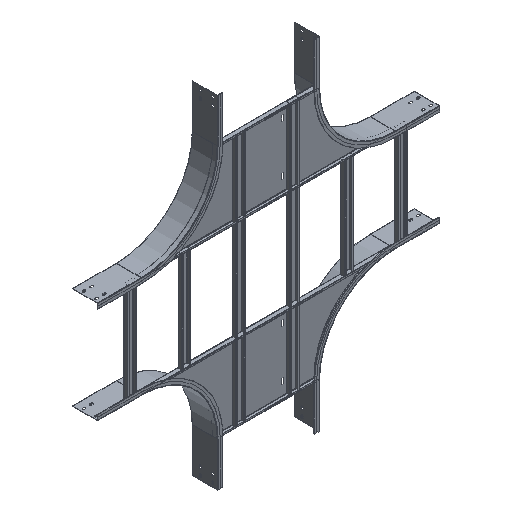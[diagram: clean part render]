
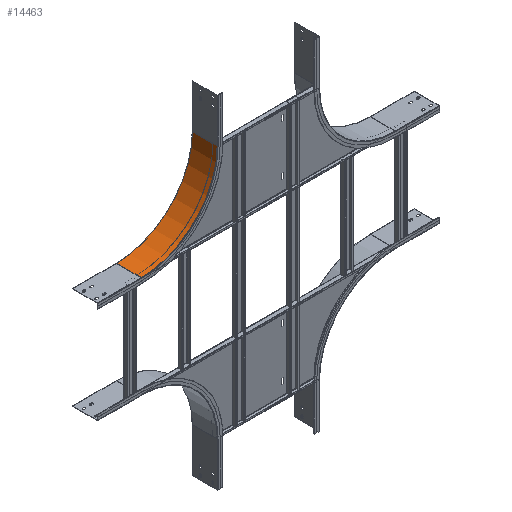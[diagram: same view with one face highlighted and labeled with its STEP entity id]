
A CAD part, isometric view. The second image highlights one B-rep face of the part: STEP entity #14463.
In plain terms, the highlighted cylindrical face has radius 298.8 mm (diameter 597.6 mm), a partial arc.
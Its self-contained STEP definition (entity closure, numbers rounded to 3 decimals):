
#239 = AXIS2_PLACEMENT_3D ( 'NONE', #4545, #4542, #4538 ) ;
#594 = CARTESIAN_POINT ( 'NONE',  ( -500., 64.26, 399. ) ) ;
#595 = DIRECTION ( 'NONE',  ( 0., 1., 0. ) ) ;
#671 = CARTESIAN_POINT ( 'NONE',  ( -500., -18., 697.8 ) ) ;
#672 = DIRECTION ( 'NONE',  ( 0., 1., 0. ) ) ;
#673 = DIRECTION ( 'NONE',  ( 0., 0., -1. ) ) ;
#1001 = CARTESIAN_POINT ( 'NONE',  ( -201.2, -18., 697.8 ) ) ;
#1002 = DIRECTION ( 'NONE',  ( 0., -1., 0. ) ) ;
#1336 = CARTESIAN_POINT ( 'NONE',  ( -500., 80.201, 697.8 ) ) ;
#1337 = DIRECTION ( 'NONE',  ( 0., 1., 0. ) ) ;
#1338 = DIRECTION ( 'NONE',  ( 0., 0., -1. ) ) ;
#2591 = VERTEX_POINT ( 'NONE', #7649 ) ;
#2639 = VERTEX_POINT ( 'NONE', #7697 ) ;
#3739 = FACE_OUTER_BOUND ( 'NONE', #14872, .T. ) ;
#3741 = CYLINDRICAL_SURFACE ( 'NONE', #239, 298.8 ) ;
#4538 = DIRECTION ( 'NONE',  ( 0., 0., -1. ) ) ;
#4542 = DIRECTION ( 'NONE',  ( 0., 1., 0. ) ) ;
#4545 = CARTESIAN_POINT ( 'NONE',  ( -500., -19.8, 697.8 ) ) ;
#5075 = AXIS2_PLACEMENT_3D ( 'NONE', #671, #672, #673 ) ;
#5138 = AXIS2_PLACEMENT_3D ( 'NONE', #1336, #1337, #1338 ) ;
#7596 = ORIENTED_EDGE ( 'NONE', *, *, #8715, .F. ) ;
#7597 = ORIENTED_EDGE ( 'NONE', *, *, #8637, .T. ) ;
#7598 = ORIENTED_EDGE ( 'NONE', *, *, #10028, .F. ) ;
#7599 = ORIENTED_EDGE ( 'NONE', *, *, #8766, .F. ) ;
#7649 = CARTESIAN_POINT ( 'NONE',  ( -500., 80.201, 399. ) ) ;
#7697 = CARTESIAN_POINT ( 'NONE',  ( -201.2, -18., 697.8 ) ) ;
#8637 = EDGE_CURVE ( 'NONE', #10733, #2591, #13150, .T. ) ;
#8715 = EDGE_CURVE ( 'NONE', #10760, #2591, #13216, .T. ) ;
#8766 = EDGE_CURVE ( 'NONE', #2639, #10760, #13253, .T. ) ;
#10028 = EDGE_CURVE ( 'NONE', #10733, #2639, #13419, .T. ) ;
#10733 = VERTEX_POINT ( 'NONE', #14951 ) ;
#10760 = VERTEX_POINT ( 'NONE', #14978 ) ;
#13150 = CIRCLE ( 'NONE', #5138, 298.8 ) ;
#13216 = LINE ( 'NONE', #594, #13218 ) ;
#13218 = VECTOR ( 'NONE', #595, 1000. ) ;
#13253 = CIRCLE ( 'NONE', #5075, 298.8 ) ;
#13419 = LINE ( 'NONE', #1001, #13422 ) ;
#13422 = VECTOR ( 'NONE', #1002, 1000. ) ;
#14463 = ADVANCED_FACE ( 'NONE', ( #3739 ), #3741, .F. ) ;
#14872 = EDGE_LOOP ( 'NONE', ( #7599, #7598, #7597, #7596 ) ) ;
#14951 = CARTESIAN_POINT ( 'NONE',  ( -201.2, 80.201, 697.8 ) ) ;
#14978 = CARTESIAN_POINT ( 'NONE',  ( -500., -18., 399. ) ) ;
